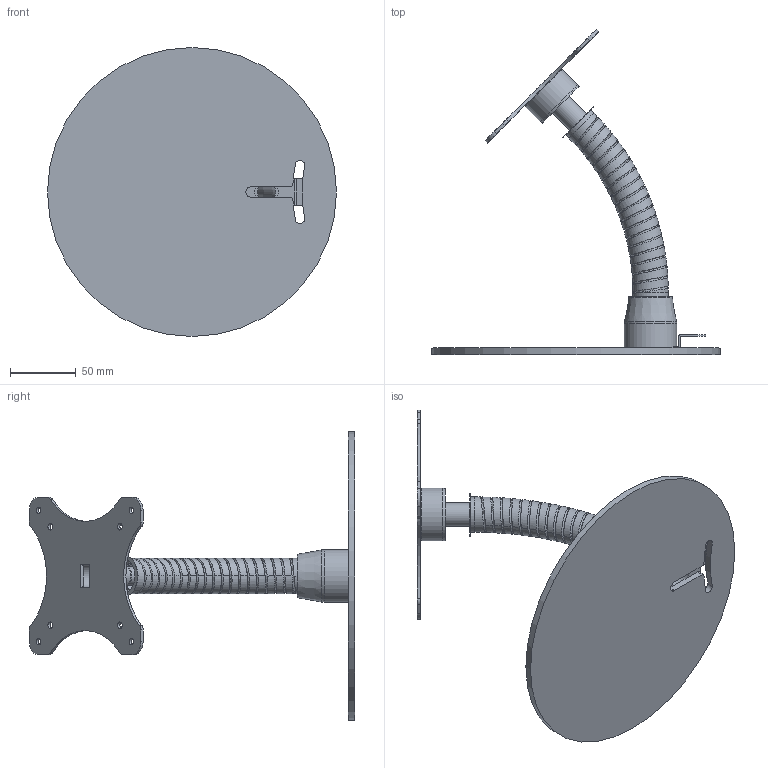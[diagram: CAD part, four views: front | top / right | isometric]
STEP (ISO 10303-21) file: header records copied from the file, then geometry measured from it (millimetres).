
FILE_DESCRIPTION(/* description */ (''),/* implementation_level */ '2;1');
FILE_NAME(/* name */ 'vb_vesa_mnt_flxbpV3.step',/* time_stamp */ '2020-10-13T10:37:34-04:00',/* author */ ('NickC'),/* organization */ (''),/* preprocessor_version */ 'ST-DEVELOPER v17',/* originating_system */ 'Autodesk Inventor 2019',/* authorisation */ '');
FILE_SCHEMA (('AUTOMOTIVE_DESIGN { 1 0 10303 214 3 1 1 }'));
Length unit declared in the file: inch
Products named in the file (1): Part17
Bounding box: 220 x 247.74 x 220 mm (x, y, z)
Volume: 341516.5 mm3; surface area: 135367.6 mm2
Topology: 1 solids, 1 shells, 138 faces, 388 edges, 256 vertices
Faces by surface type: cylinder 58, plane 54, torus 20, bspline 3, cone 3
Full cylindrical faces by diameter (mm): 5 x8, 14 x2, 18 x2, 27 x1, 33 x2, 40 x2, 220 x1
Entity records: 10244 total; most frequent: CARTESIAN_POINT 6511, DIRECTION 800, ORIENTED_EDGE 776, EDGE_CURVE 388, AXIS2_PLACEMENT_3D 321, VERTEX_POINT 256, CIRCLE 185, EDGE_LOOP 164
